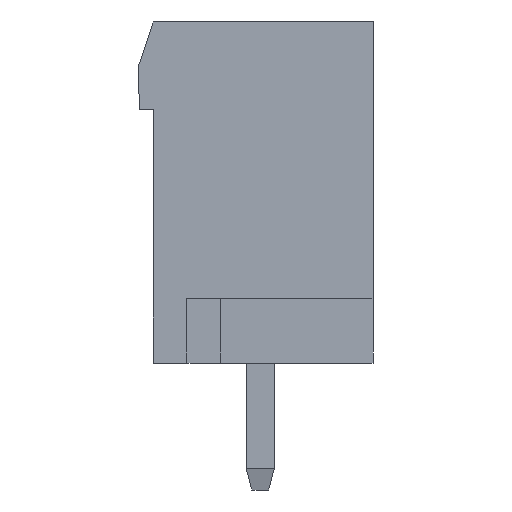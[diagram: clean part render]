
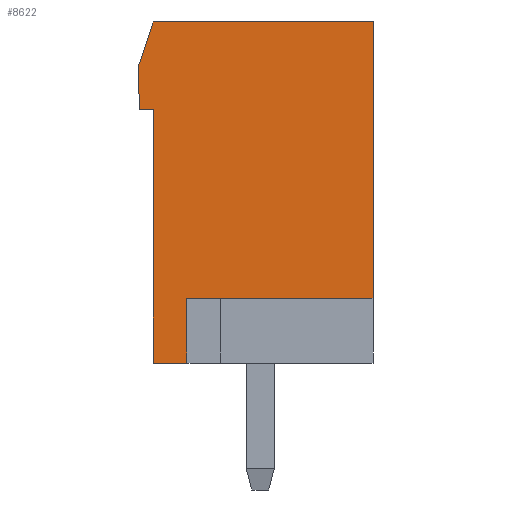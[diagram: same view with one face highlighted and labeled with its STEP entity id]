
A CAD part, left-side view. The second image highlights one B-rep face of the part: STEP entity #8622.
In plain terms, the highlighted planar face has unit normal (-1, 0, 0).
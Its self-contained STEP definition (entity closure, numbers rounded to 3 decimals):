
#609=FACE_OUTER_BOUND('',#1122,.T.);
#1122=EDGE_LOOP('',(#7365,#7366,#7367,#7368,#7369,#7370,#7371,#7372,#7373));
#1420=LINE('',#11821,#2493);
#1786=LINE('',#12574,#2859);
#1807=LINE('',#12615,#2880);
#2058=LINE('',#13148,#3131);
#2069=LINE('',#13170,#3142);
#2157=LINE('',#13515,#3230);
#2160=LINE('',#13520,#3233);
#2182=LINE('',#13548,#3255);
#2184=LINE('',#13552,#3257);
#2493=VECTOR('',#9641,9.);
#2859=VECTOR('',#10325,1.581);
#2880=VECTOR('',#10376,7.8);
#3131=VECTOR('',#10797,6.6);
#3142=VECTOR('',#10826,2.3);
#3230=VECTOR('',#11138,0.5);
#3233=VECTOR('',#11143,1.6);
#3255=VECTOR('',#11175,1.2);
#3257=VECTOR('',#11181,9.8);
#3475=VERTEX_POINT('',#11818);
#3476=VERTEX_POINT('',#11820);
#3703=VERTEX_POINT('',#12571);
#3704=VERTEX_POINT('',#12573);
#3709=VERTEX_POINT('',#12614);
#3905=VERTEX_POINT('',#13145);
#3906=VERTEX_POINT('',#13147);
#3908=VERTEX_POINT('',#13169);
#4005=VERTEX_POINT('',#13514);
#4304=EDGE_CURVE('',#3475,#3476,#1420,.T.);
#4670=EDGE_CURVE('',#3703,#3704,#1786,.T.);
#4691=EDGE_CURVE('',#3704,#3709,#1807,.T.);
#4950=EDGE_CURVE('',#3905,#3906,#2058,.T.);
#4961=EDGE_CURVE('',#3906,#3908,#2069,.T.);
#5105=EDGE_CURVE('',#3476,#4005,#2157,.T.);
#5108=EDGE_CURVE('',#4005,#3703,#2160,.T.);
#5130=EDGE_CURVE('',#3908,#3475,#2182,.T.);
#5132=EDGE_CURVE('',#3905,#3709,#2184,.T.);
#7365=ORIENTED_EDGE('',*,*,#4304,.F.);
#7366=ORIENTED_EDGE('',*,*,#5130,.F.);
#7367=ORIENTED_EDGE('',*,*,#4961,.F.);
#7368=ORIENTED_EDGE('',*,*,#4950,.F.);
#7369=ORIENTED_EDGE('',*,*,#5132,.T.);
#7370=ORIENTED_EDGE('',*,*,#4691,.F.);
#7371=ORIENTED_EDGE('',*,*,#4670,.F.);
#7372=ORIENTED_EDGE('',*,*,#5108,.F.);
#7373=ORIENTED_EDGE('',*,*,#5105,.F.);
#7847=PLANE('',#9133);
#8622=ADVANCED_FACE('',(#609),#7847,.T.);
#9133=AXIS2_PLACEMENT_3D('',#13553,#11182,#11183);
#9641=DIRECTION('',(0.,0.,1.));
#10325=DIRECTION('',(0.,-0.316,0.949));
#10376=DIRECTION('',(0.,-1.,0.));
#10797=DIRECTION('',(0.,1.,0.));
#10826=DIRECTION('',(0.,0.,-1.));
#11138=DIRECTION('',(0.,1.,0.));
#11143=DIRECTION('',(0.,0.,1.));
#11175=DIRECTION('',(0.,1.,0.));
#11181=DIRECTION('',(0.,0.,1.));
#11182=DIRECTION('center_axis',(-1.,0.,0.));
#11183=DIRECTION('ref_axis',(0.,-1.,0.));
#11818=CARTESIAN_POINT('',(-20.92,3.8,0.));
#11820=CARTESIAN_POINT('',(-20.92,3.8,9.));
#11821=CARTESIAN_POINT('',(-20.92,3.8,2.3));
#12571=CARTESIAN_POINT('',(-20.92,4.3,10.6));
#12573=CARTESIAN_POINT('',(-20.92,3.8,12.1));
#12574=CARTESIAN_POINT('',(-20.92,4.458,10.128));
#12614=CARTESIAN_POINT('',(-20.92,-4.,12.1));
#12615=CARTESIAN_POINT('',(-20.92,3.8,12.1));
#13145=CARTESIAN_POINT('',(-20.92,-4.,2.3));
#13147=CARTESIAN_POINT('',(-20.92,2.6,2.3));
#13148=CARTESIAN_POINT('',(-20.92,-4.,2.3));
#13169=CARTESIAN_POINT('',(-20.92,2.6,0.));
#13170=CARTESIAN_POINT('',(-20.92,2.6,2.3));
#13514=CARTESIAN_POINT('',(-20.92,4.3,9.));
#13515=CARTESIAN_POINT('',(-20.92,3.875,9.));
#13520=CARTESIAN_POINT('',(-20.92,4.3,9.1));
#13548=CARTESIAN_POINT('',(-20.92,2.6,0.));
#13552=CARTESIAN_POINT('',(-20.92,-4.,2.3));
#13553=CARTESIAN_POINT('Origin',(-20.92,3.8,2.3));
